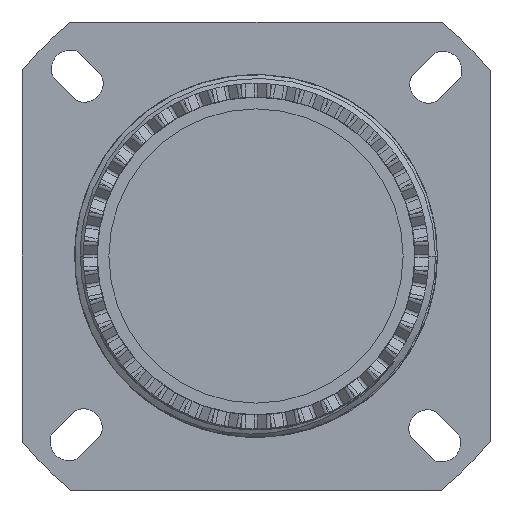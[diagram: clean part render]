
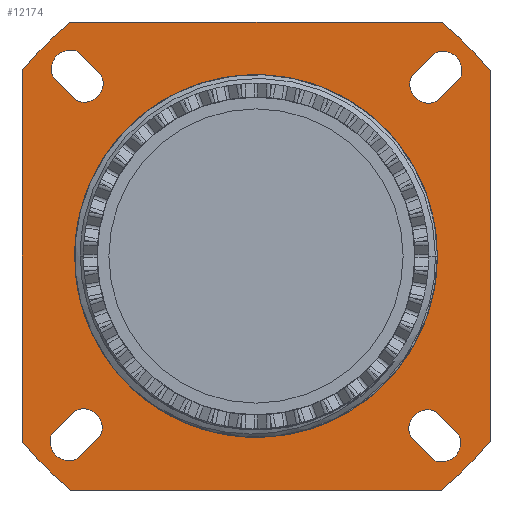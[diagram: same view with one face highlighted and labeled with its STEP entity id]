
A CAD part, front view. The second image highlights one B-rep face of the part: STEP entity #12174.
In plain terms, the highlighted planar face has unit normal (0, -1, 0).
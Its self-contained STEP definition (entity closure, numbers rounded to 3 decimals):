
#4105=CARTESIAN_POINT('',(0.,-23.3,0.));
#4106=DIRECTION('',(0.,-1.,0.));
#4107=DIRECTION('',(-1.,0.,0.));
#4108=AXIS2_PLACEMENT_3D('',#4105,#4106,#4107);
#4496=CARTESIAN_POINT('',(0.,-23.3,0.));
#4497=DIRECTION('',(0.,-1.,0.));
#4498=DIRECTION('',(1.,0.,0.));
#4499=AXIS2_PLACEMENT_3D('',#4496,#4497,#4498);
#4551=CARTESIAN_POINT('',(0.,-23.3,0.));
#4552=DIRECTION('',(0.,1.,0.));
#4553=DIRECTION('',(0.784,0.,-0.621));
#4554=AXIS2_PLACEMENT_3D('',#4551,#4552,#4553);
#4556=DIRECTION('',(-1.,0.,0.));
#4557=VECTOR('',#4556,31.687);
#4558=CARTESIAN_POINT('',(15.843,-23.3,-20.));
#4559=LINE('',#4558,#4557);
#4560=CARTESIAN_POINT('',(0.,-23.3,0.));
#4561=DIRECTION('',(0.,1.,0.));
#4562=DIRECTION('',(-0.621,0.,-0.784));
#4563=AXIS2_PLACEMENT_3D('',#4560,#4561,#4562);
#4565=DIRECTION('',(0.,0.,1.));
#4566=VECTOR('',#4565,31.687);
#4567=CARTESIAN_POINT('',(-20.,-23.3,-15.843));
#4568=LINE('',#4567,#4566);
#4569=CARTESIAN_POINT('',(0.,-23.3,0.));
#4570=DIRECTION('',(0.,1.,0.));
#4571=DIRECTION('',(-0.784,0.,0.621));
#4572=AXIS2_PLACEMENT_3D('',#4569,#4570,#4571);
#4574=DIRECTION('',(1.,0.,0.));
#4575=VECTOR('',#4574,31.687);
#4576=CARTESIAN_POINT('',(-15.843,-23.3,20.));
#4577=LINE('',#4576,#4575);
#4578=CARTESIAN_POINT('',(0.,-23.3,0.));
#4579=DIRECTION('',(0.,1.,0.));
#4580=DIRECTION('',(0.621,0.,0.784));
#4581=AXIS2_PLACEMENT_3D('',#4578,#4579,#4580);
#4583=DIRECTION('',(0.,0.,-1.));
#4584=VECTOR('',#4583,31.687);
#4585=CARTESIAN_POINT('',(20.,-23.3,15.843));
#4586=LINE('',#4585,#4584);
#4587=CARTESIAN_POINT('',(14.68,-23.3,-14.767));
#4588=DIRECTION('',(0.,1.,0.));
#4589=DIRECTION('',(-0.904,0.,-0.428));
#4590=AXIS2_PLACEMENT_3D('',#4587,#4588,#4589);
#4592=DIRECTION('',(-0.705,0.,0.709));
#4593=VECTOR('',#4592,2.773);
#4594=CARTESIAN_POINT('',(15.174,-23.3,-17.426));
#4595=LINE('',#4594,#4593);
#4596=CARTESIAN_POINT('',(15.875,-23.3,-15.969));
#4597=DIRECTION('',(0.,1.,0.));
#4598=DIRECTION('',(0.904,0.,0.428));
#4599=AXIS2_PLACEMENT_3D('',#4596,#4597,#4598);
#4601=DIRECTION('',(0.705,0.,-0.709));
#4602=VECTOR('',#4601,2.773);
#4603=CARTESIAN_POINT('',(15.381,-23.3,-13.309));
#4604=LINE('',#4603,#4602);
#4605=CARTESIAN_POINT('',(14.767,-23.3,14.68));
#4606=DIRECTION('',(0.,1.,0.));
#4607=DIRECTION('',(0.428,0.,-0.904));
#4608=AXIS2_PLACEMENT_3D('',#4605,#4606,#4607);
#4610=DIRECTION('',(-0.709,0.,-0.705));
#4611=VECTOR('',#4610,2.773);
#4612=CARTESIAN_POINT('',(17.426,-23.3,15.174));
#4613=LINE('',#4612,#4611);
#4614=CARTESIAN_POINT('',(15.969,-23.3,15.875));
#4615=DIRECTION('',(0.,1.,0.));
#4616=DIRECTION('',(-0.428,0.,0.904));
#4617=AXIS2_PLACEMENT_3D('',#4614,#4615,#4616);
#4619=DIRECTION('',(0.709,0.,0.705));
#4620=VECTOR('',#4619,2.773);
#4621=CARTESIAN_POINT('',(13.309,-23.3,15.381));
#4622=LINE('',#4621,#4620);
#4623=CARTESIAN_POINT('',(-14.68,-23.3,14.767));
#4624=DIRECTION('',(0.,1.,0.));
#4625=DIRECTION('',(0.904,0.,0.428));
#4626=AXIS2_PLACEMENT_3D('',#4623,#4624,#4625);
#4628=DIRECTION('',(0.705,0.,-0.709));
#4629=VECTOR('',#4628,2.773);
#4630=CARTESIAN_POINT('',(-15.174,-23.3,17.426));
#4631=LINE('',#4630,#4629);
#4632=CARTESIAN_POINT('',(-15.875,-23.3,15.969));
#4633=DIRECTION('',(0.,1.,0.));
#4634=DIRECTION('',(-0.904,0.,-0.428));
#4635=AXIS2_PLACEMENT_3D('',#4632,#4633,#4634);
#4637=DIRECTION('',(-0.705,0.,0.709));
#4638=VECTOR('',#4637,2.773);
#4639=CARTESIAN_POINT('',(-15.381,-23.3,13.309));
#4640=LINE('',#4639,#4638);
#4641=CARTESIAN_POINT('',(-14.767,-23.3,-14.68));
#4642=DIRECTION('',(0.,1.,0.));
#4643=DIRECTION('',(-0.428,0.,0.904));
#4644=AXIS2_PLACEMENT_3D('',#4641,#4642,#4643);
#4646=DIRECTION('',(0.709,0.,0.705));
#4647=VECTOR('',#4646,2.773);
#4648=CARTESIAN_POINT('',(-17.426,-23.3,-15.174));
#4649=LINE('',#4648,#4647);
#4650=CARTESIAN_POINT('',(-15.969,-23.3,-15.875));
#4651=DIRECTION('',(0.,1.,0.));
#4652=DIRECTION('',(0.428,0.,-0.904));
#4653=AXIS2_PLACEMENT_3D('',#4650,#4651,#4652);
#4655=DIRECTION('',(-0.709,0.,-0.705));
#4656=VECTOR('',#4655,2.773);
#4657=CARTESIAN_POINT('',(-13.309,-23.3,-15.381));
#4658=LINE('',#4657,#4656);
#7259=CARTESIAN_POINT('',(20.,-23.3,-15.843));
#7260=CARTESIAN_POINT('',(15.843,-23.3,-20.));
#7261=VERTEX_POINT('',#7259);
#7262=VERTEX_POINT('',#7260);
#7263=CARTESIAN_POINT('',(-15.843,-23.3,-20.));
#7264=VERTEX_POINT('',#7263);
#7265=CARTESIAN_POINT('',(-20.,-23.3,-15.843));
#7266=VERTEX_POINT('',#7265);
#7267=CARTESIAN_POINT('',(-20.,-23.3,15.843));
#7268=VERTEX_POINT('',#7267);
#7269=CARTESIAN_POINT('',(-15.843,-23.3,20.));
#7270=VERTEX_POINT('',#7269);
#7271=CARTESIAN_POINT('',(15.843,-23.3,20.));
#7272=VERTEX_POINT('',#7271);
#7273=CARTESIAN_POINT('',(20.,-23.3,15.843));
#7274=VERTEX_POINT('',#7273);
#7275=CARTESIAN_POINT('',(15.5,-23.3,0.));
#7276=CARTESIAN_POINT('',(-15.5,-23.3,0.));
#7277=VERTEX_POINT('',#7275);
#7278=VERTEX_POINT('',#7276);
#7364=CARTESIAN_POINT('',(13.218,-23.3,-15.46));
#7365=CARTESIAN_POINT('',(15.381,-23.3,-13.309));
#7366=VERTEX_POINT('',#7364);
#7367=VERTEX_POINT('',#7365);
#7368=CARTESIAN_POINT('',(17.337,-23.3,-15.276));
#7369=VERTEX_POINT('',#7368);
#7370=CARTESIAN_POINT('',(15.174,-23.3,-17.426));
#7371=VERTEX_POINT('',#7370);
#7380=CARTESIAN_POINT('',(15.46,-23.3,13.218));
#7381=CARTESIAN_POINT('',(13.309,-23.3,15.381));
#7382=VERTEX_POINT('',#7380);
#7383=VERTEX_POINT('',#7381);
#7384=CARTESIAN_POINT('',(15.276,-23.3,17.337));
#7385=VERTEX_POINT('',#7384);
#7386=CARTESIAN_POINT('',(17.426,-23.3,15.174));
#7387=VERTEX_POINT('',#7386);
#7396=CARTESIAN_POINT('',(-13.218,-23.3,15.46));
#7397=CARTESIAN_POINT('',(-15.381,-23.3,13.309));
#7398=VERTEX_POINT('',#7396);
#7399=VERTEX_POINT('',#7397);
#7400=CARTESIAN_POINT('',(-17.337,-23.3,15.276));
#7401=VERTEX_POINT('',#7400);
#7402=CARTESIAN_POINT('',(-15.174,-23.3,17.426));
#7403=VERTEX_POINT('',#7402);
#7412=CARTESIAN_POINT('',(-15.46,-23.3,-13.218));
#7413=CARTESIAN_POINT('',(-13.309,-23.3,-15.381));
#7414=VERTEX_POINT('',#7412);
#7415=VERTEX_POINT('',#7413);
#7416=CARTESIAN_POINT('',(-15.276,-23.3,-17.337));
#7417=VERTEX_POINT('',#7416);
#7418=CARTESIAN_POINT('',(-17.426,-23.3,-15.174));
#7419=VERTEX_POINT('',#7418);
#12107=CARTESIAN_POINT('',(0.,-23.3,0.));
#12108=DIRECTION('',(0.,1.,0.));
#12109=DIRECTION('',(0.,0.,1.));
#12110=AXIS2_PLACEMENT_3D('',#12107,#12108,#12109);
#12111=PLANE('',#12110);
#12113=ORIENTED_EDGE('',*,*,#12112,.T.);
#12115=ORIENTED_EDGE('',*,*,#12114,.T.);
#12117=ORIENTED_EDGE('',*,*,#12116,.T.);
#12119=ORIENTED_EDGE('',*,*,#12118,.T.);
#12121=ORIENTED_EDGE('',*,*,#12120,.T.);
#12123=ORIENTED_EDGE('',*,*,#12122,.T.);
#12125=ORIENTED_EDGE('',*,*,#12124,.T.);
#12127=ORIENTED_EDGE('',*,*,#12126,.T.);
#12128=EDGE_LOOP('',(#12113,#12115,#12117,#12119,#12121,#12123,#12125,#12127));
#12129=FACE_OUTER_BOUND('',#12128,.F.);
#12130=ORIENTED_EDGE('',*,*,#12089,.T.);
#12131=ORIENTED_EDGE('',*,*,#11479,.T.);
#12132=EDGE_LOOP('',(#12130,#12131));
#12133=FACE_BOUND('',#12132,.F.);
#12135=ORIENTED_EDGE('',*,*,#12134,.F.);
#12137=ORIENTED_EDGE('',*,*,#12136,.F.);
#12139=ORIENTED_EDGE('',*,*,#12138,.F.);
#12141=ORIENTED_EDGE('',*,*,#12140,.F.);
#12142=EDGE_LOOP('',(#12135,#12137,#12139,#12141));
#12143=FACE_BOUND('',#12142,.F.);
#12145=ORIENTED_EDGE('',*,*,#12144,.F.);
#12147=ORIENTED_EDGE('',*,*,#12146,.F.);
#12149=ORIENTED_EDGE('',*,*,#12148,.F.);
#12151=ORIENTED_EDGE('',*,*,#12150,.F.);
#12152=EDGE_LOOP('',(#12145,#12147,#12149,#12151));
#12153=FACE_BOUND('',#12152,.F.);
#12155=ORIENTED_EDGE('',*,*,#12154,.F.);
#12157=ORIENTED_EDGE('',*,*,#12156,.F.);
#12159=ORIENTED_EDGE('',*,*,#12158,.F.);
#12161=ORIENTED_EDGE('',*,*,#12160,.F.);
#12162=EDGE_LOOP('',(#12155,#12157,#12159,#12161));
#12163=FACE_BOUND('',#12162,.F.);
#12165=ORIENTED_EDGE('',*,*,#12164,.F.);
#12167=ORIENTED_EDGE('',*,*,#12166,.F.);
#12169=ORIENTED_EDGE('',*,*,#12168,.F.);
#12171=ORIENTED_EDGE('',*,*,#12170,.F.);
#12172=EDGE_LOOP('',(#12165,#12167,#12169,#12171));
#12173=FACE_BOUND('',#12172,.F.);
#12174=ADVANCED_FACE('',(#12129,#12133,#12143,#12153,#12163,#12173),#12111,.F.);
#4109=CIRCLE('',#4108,15.5);
#4500=CIRCLE('',#4499,15.5);
#4555=CIRCLE('',#4554,25.515);
#4564=CIRCLE('',#4563,25.515);
#4573=CIRCLE('',#4572,25.515);
#4582=CIRCLE('',#4581,25.515);
#4591=CIRCLE('',#4590,1.618);
#4600=CIRCLE('',#4599,1.618);
#4609=CIRCLE('',#4608,1.618);
#4618=CIRCLE('',#4617,1.618);
#4627=CIRCLE('',#4626,1.618);
#4636=CIRCLE('',#4635,1.618);
#4645=CIRCLE('',#4644,1.618);
#4654=CIRCLE('',#4653,1.618);
#11479=EDGE_CURVE('',#7278,#7277,#4109,.T.);
#12089=EDGE_CURVE('',#7277,#7278,#4500,.T.);
#12112=EDGE_CURVE('',#7261,#7262,#4555,.T.);
#12114=EDGE_CURVE('',#7262,#7264,#4559,.T.);
#12116=EDGE_CURVE('',#7264,#7266,#4564,.T.);
#12118=EDGE_CURVE('',#7266,#7268,#4568,.T.);
#12120=EDGE_CURVE('',#7268,#7270,#4573,.T.);
#12122=EDGE_CURVE('',#7270,#7272,#4577,.T.);
#12124=EDGE_CURVE('',#7272,#7274,#4582,.T.);
#12126=EDGE_CURVE('',#7274,#7261,#4586,.T.);
#12134=EDGE_CURVE('',#7366,#7367,#4591,.T.);
#12136=EDGE_CURVE('',#7371,#7366,#4595,.T.);
#12138=EDGE_CURVE('',#7369,#7371,#4600,.T.);
#12140=EDGE_CURVE('',#7367,#7369,#4604,.T.);
#12144=EDGE_CURVE('',#7382,#7383,#4609,.T.);
#12146=EDGE_CURVE('',#7387,#7382,#4613,.T.);
#12148=EDGE_CURVE('',#7385,#7387,#4618,.T.);
#12150=EDGE_CURVE('',#7383,#7385,#4622,.T.);
#12154=EDGE_CURVE('',#7398,#7399,#4627,.T.);
#12156=EDGE_CURVE('',#7403,#7398,#4631,.T.);
#12158=EDGE_CURVE('',#7401,#7403,#4636,.T.);
#12160=EDGE_CURVE('',#7399,#7401,#4640,.T.);
#12164=EDGE_CURVE('',#7414,#7415,#4645,.T.);
#12166=EDGE_CURVE('',#7419,#7414,#4649,.T.);
#12168=EDGE_CURVE('',#7417,#7419,#4654,.T.);
#12170=EDGE_CURVE('',#7415,#7417,#4658,.T.);
